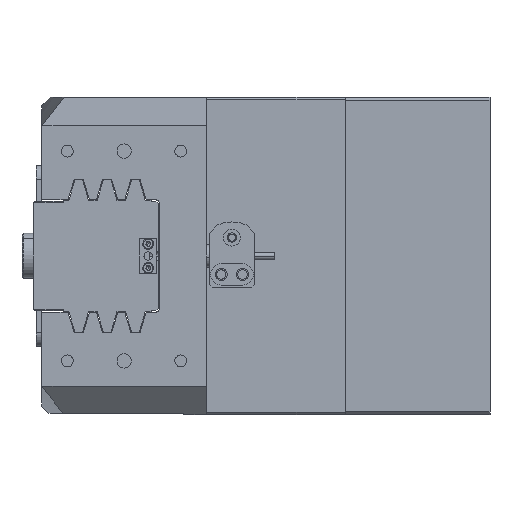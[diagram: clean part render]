
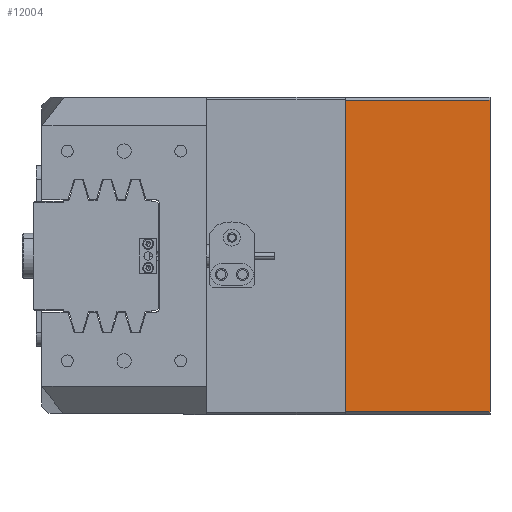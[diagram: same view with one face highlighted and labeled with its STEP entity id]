
A CAD part, left-side view. The second image highlights one B-rep face of the part: STEP entity #12004.
In plain terms, the highlighted planar face has unit normal (-1, 0, 0).
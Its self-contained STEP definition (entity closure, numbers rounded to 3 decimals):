
#658 = VECTOR ( 'NONE', #19606, 1000. ) ;
#1281 = AXIS2_PLACEMENT_3D ( 'NONE', #39744, #13851, #20244 ) ;
#2268 = VERTEX_POINT ( 'NONE', #16590 ) ;
#3728 = DIRECTION ( 'NONE',  ( 0., 1., 0. ) ) ;
#4039 = EDGE_CURVE ( 'NONE', #7887, #2268, #25617, .T. ) ;
#5221 = ORIENTED_EDGE ( 'NONE', *, *, #12395, .T. ) ;
#7725 = ORIENTED_EDGE ( 'NONE', *, *, #18705, .T. ) ;
#7823 = CARTESIAN_POINT ( 'NONE',  ( -93., -54.9, 0. ) ) ;
#7887 = VERTEX_POINT ( 'NONE', #7823 ) ;
#8980 = LINE ( 'NONE', #22859, #24878 ) ;
#9089 = VERTEX_POINT ( 'NONE', #25180 ) ;
#9317 = CARTESIAN_POINT ( 'NONE',  ( -93., -54.9, -51. ) ) ;
#10061 = LINE ( 'NONE', #16281, #658 ) ;
#10609 = CARTESIAN_POINT ( 'NONE',  ( -93., 54.9, -51. ) ) ;
#11686 = FACE_OUTER_BOUND ( 'NONE', #24428, .T. ) ;
#12004 = ADVANCED_FACE ( 'NONE', ( #11686 ), #33334, .F. ) ;
#12395 = EDGE_CURVE ( 'NONE', #2268, #9089, #35521, .T. ) ;
#13851 = DIRECTION ( 'NONE',  ( 1., 0., 0. ) ) ;
#14105 = ORIENTED_EDGE ( 'NONE', *, *, #4039, .T. ) ;
#16281 = CARTESIAN_POINT ( 'NONE',  ( -93., -54.9, -51. ) ) ;
#16590 = CARTESIAN_POINT ( 'NONE',  ( -93., 54.9, 0. ) ) ;
#17189 = VECTOR ( 'NONE', #40864, 1000. ) ;
#18316 = ORIENTED_EDGE ( 'NONE', *, *, #40806, .F. ) ;
#18705 = EDGE_CURVE ( 'NONE', #39123, #7887, #10061, .T. ) ;
#19606 = DIRECTION ( 'NONE',  ( 0., 0., 1. ) ) ;
#20244 = DIRECTION ( 'NONE',  ( 0., 1., 0. ) ) ;
#22859 = CARTESIAN_POINT ( 'NONE',  ( -93., 55.9, -51. ) ) ;
#24428 = EDGE_LOOP ( 'NONE', ( #14105, #5221, #18316, #7725 ) ) ;
#24878 = VECTOR ( 'NONE', #3728, 1000. ) ;
#25180 = CARTESIAN_POINT ( 'NONE',  ( -93., 54.9, -51. ) ) ;
#25617 = LINE ( 'NONE', #38209, #17189 ) ;
#29510 = DIRECTION ( 'NONE',  ( 0., 0., -1. ) ) ;
#33334 = PLANE ( 'NONE',  #1281 ) ;
#35521 = LINE ( 'NONE', #10609, #39542 ) ;
#38209 = CARTESIAN_POINT ( 'NONE',  ( -93., 55.9, 0. ) ) ;
#39123 = VERTEX_POINT ( 'NONE', #9317 ) ;
#39542 = VECTOR ( 'NONE', #29510, 1000. ) ;
#39744 = CARTESIAN_POINT ( 'NONE',  ( -93., 55.9, -51. ) ) ;
#40806 = EDGE_CURVE ( 'NONE', #39123, #9089, #8980, .T. ) ;
#40864 = DIRECTION ( 'NONE',  ( 0., 1., 0. ) ) ;
